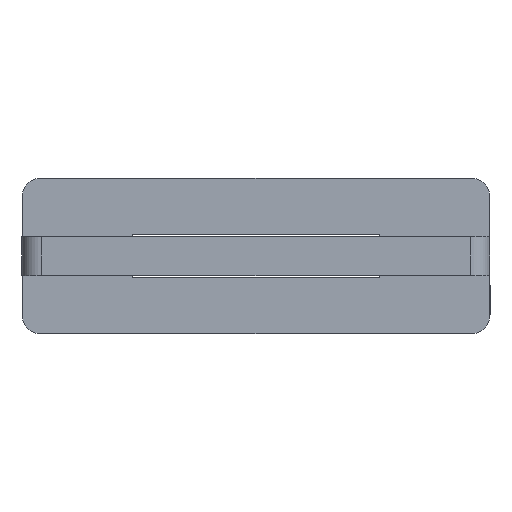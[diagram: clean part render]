
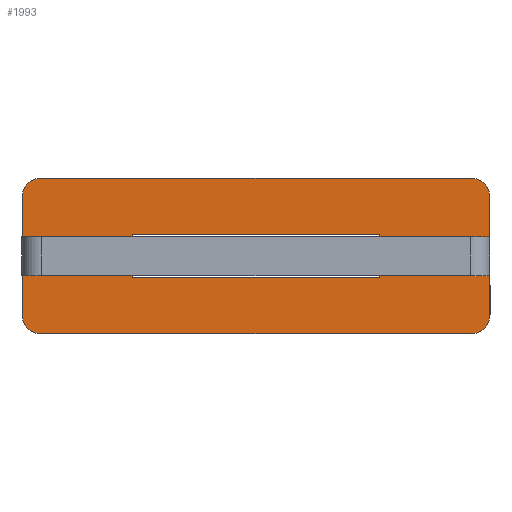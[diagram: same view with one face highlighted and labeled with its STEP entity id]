
A CAD part, front view. The second image highlights one B-rep face of the part: STEP entity #1993.
In plain terms, the highlighted planar face has unit normal (0, -1, 0).
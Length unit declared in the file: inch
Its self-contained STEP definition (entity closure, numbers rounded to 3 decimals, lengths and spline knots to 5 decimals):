
#71 = EDGE_CURVE ( 'NONE', #1059, #1260, #4185, .T. ) ;
#102 = LINE ( 'NONE', #3351, #1495 ) ;
#116 = CARTESIAN_POINT ( 'NONE',  ( 0.25, 1.20617, -0.00394 ) ) ;
#147 = CARTESIAN_POINT ( 'NONE',  ( -0.47244, 1.20617, 0.15748 ) ) ;
#208 = CARTESIAN_POINT ( 'NONE',  ( 0.47244, 1.20617, 0.15748 ) ) ;
#292 = DIRECTION ( 'NONE',  ( -1., 0., 0. ) ) ;
#294 = CARTESIAN_POINT ( 'NONE',  ( -0.47244, 1.20617, 0.03937 ) ) ;
#338 = CARTESIAN_POINT ( 'NONE',  ( 0.25, 1.20617, 0.08268 ) ) ;
#375 = EDGE_CURVE ( 'NONE', #3268, #3599, #2725, .T. ) ;
#391 = CARTESIAN_POINT ( 'NONE',  ( 0., 1.20617, -0.11811 ) ) ;
#507 = CIRCLE ( 'NONE', #1573, 0.03937 ) ;
#691 = PLANE ( 'NONE',  #3661 ) ;
#716 = FACE_BOUND ( 'NONE', #3197, .T. ) ;
#718 = DIRECTION ( 'NONE',  ( 1., 0., 0. ) ) ;
#728 = CARTESIAN_POINT ( 'NONE',  ( 0.25, 1.20617, -0.00394 ) ) ;
#760 = VECTOR ( 'NONE', #2167, 39.37008 ) ;
#772 = CARTESIAN_POINT ( 'NONE',  ( 0.47244, 1.20617, 0.03937 ) ) ;
#785 = CARTESIAN_POINT ( 'NONE',  ( -0.25, 1.20617, -0.00394 ) ) ;
#803 = DIRECTION ( 'NONE',  ( 0., 1., 0. ) ) ;
#809 = DIRECTION ( 'NONE',  ( 0., 0., -1. ) ) ;
#836 = DIRECTION ( 'NONE',  ( 0., 1., 0. ) ) ;
#841 = ORIENTED_EDGE ( 'NONE', *, *, #3906, .F. ) ;
#921 = VECTOR ( 'NONE', #5160, 39.37008 ) ;
#935 = EDGE_CURVE ( 'NONE', #3414, #1059, #3987, .T. ) ;
#963 = VERTEX_POINT ( 'NONE', #3820 ) ;
#980 = DIRECTION ( 'NONE',  ( -1., 0., 0. ) ) ;
#1033 = EDGE_CURVE ( 'NONE', #1935, #2828, #2550, .T. ) ;
#1059 = VERTEX_POINT ( 'NONE', #2273 ) ;
#1069 = FACE_OUTER_BOUND ( 'NONE', #3289, .T. ) ;
#1152 = DIRECTION ( 'NONE',  ( 0., 0., -1. ) ) ;
#1196 = LINE ( 'NONE', #772, #1412 ) ;
#1256 = EDGE_CURVE ( 'NONE', #2362, #1388, #102, .T. ) ;
#1260 = VERTEX_POINT ( 'NONE', #147 ) ;
#1319 = CIRCLE ( 'NONE', #4254, 0.03937 ) ;
#1332 = LINE ( 'NONE', #116, #4577 ) ;
#1388 = VERTEX_POINT ( 'NONE', #1429 ) ;
#1412 = VECTOR ( 'NONE', #809, 39.37008 ) ;
#1429 = CARTESIAN_POINT ( 'NONE',  ( -0.25, 1.20617, 0.08268 ) ) ;
#1495 = VECTOR ( 'NONE', #980, 39.37008 ) ;
#1573 = AXIS2_PLACEMENT_3D ( 'NONE', #4730, #3074, #1152 ) ;
#1619 = ORIENTED_EDGE ( 'NONE', *, *, #3279, .F. ) ;
#1725 = AXIS2_PLACEMENT_3D ( 'NONE', #4382, #803, #2374 ) ;
#1935 = VERTEX_POINT ( 'NONE', #3522 ) ;
#1993 = ADVANCED_FACE ( 'NONE', ( #1069, #716 ), #691, .T. ) ;
#1998 = ORIENTED_EDGE ( 'NONE', *, *, #935, .F. ) ;
#2167 = DIRECTION ( 'NONE',  ( 1., 0., 0. ) ) ;
#2211 = ORIENTED_EDGE ( 'NONE', *, *, #4557, .F. ) ;
#2273 = CARTESIAN_POINT ( 'NONE',  ( -0.47244, 1.20617, -0.07874 ) ) ;
#2362 = VERTEX_POINT ( 'NONE', #338 ) ;
#2374 = DIRECTION ( 'NONE',  ( 0., 0., -1. ) ) ;
#2465 = DIRECTION ( 'NONE',  ( 0., 1., 0. ) ) ;
#2549 = VECTOR ( 'NONE', #2942, 39.37008 ) ;
#2550 = LINE ( 'NONE', #4215, #760 ) ;
#2655 = CARTESIAN_POINT ( 'NONE',  ( -0.43307, 1.20617, -0.11811 ) ) ;
#2725 = LINE ( 'NONE', #3145, #5076 ) ;
#2794 = CARTESIAN_POINT ( 'NONE',  ( 0.43307, 1.20617, -0.11811 ) ) ;
#2828 = VERTEX_POINT ( 'NONE', #728 ) ;
#2942 = DIRECTION ( 'NONE',  ( 0., 0., 1. ) ) ;
#3016 = ORIENTED_EDGE ( 'NONE', *, *, #4567, .F. ) ;
#3030 = ORIENTED_EDGE ( 'NONE', *, *, #4198, .F. ) ;
#3074 = DIRECTION ( 'NONE',  ( 0., 1., 0. ) ) ;
#3145 = CARTESIAN_POINT ( 'NONE',  ( 0., 1.20617, 0.19685 ) ) ;
#3197 = EDGE_LOOP ( 'NONE', ( #1619, #4881, #2211, #3281 ) ) ;
#3268 = VERTEX_POINT ( 'NONE', #4916 ) ;
#3278 = CARTESIAN_POINT ( 'NONE',  ( 0.43307, 1.20617, -0.07874 ) ) ;
#3279 = EDGE_CURVE ( 'NONE', #2828, #2362, #1332, .T. ) ;
#3281 = ORIENTED_EDGE ( 'NONE', *, *, #1256, .F. ) ;
#3289 = EDGE_LOOP ( 'NONE', ( #3708, #3030, #3672, #3763, #841, #4529, #1998, #3016 ) ) ;
#3351 = CARTESIAN_POINT ( 'NONE',  ( -0.25, 1.20617, 0.08268 ) ) ;
#3359 = DIRECTION ( 'NONE',  ( 0., 0., 1. ) ) ;
#3413 = DIRECTION ( 'NONE',  ( 0., -1., 0. ) ) ;
#3414 = VERTEX_POINT ( 'NONE', #2655 ) ;
#3522 = CARTESIAN_POINT ( 'NONE',  ( -0.25, 1.20617, -0.00394 ) ) ;
#3599 = VERTEX_POINT ( 'NONE', #4041 ) ;
#3648 = CARTESIAN_POINT ( 'NONE',  ( -0.43307, 1.20617, 0.15748 ) ) ;
#3661 = AXIS2_PLACEMENT_3D ( 'NONE', #294, #3413, #5066 ) ;
#3672 = ORIENTED_EDGE ( 'NONE', *, *, #4187, .F. ) ;
#3708 = ORIENTED_EDGE ( 'NONE', *, *, #4356, .F. ) ;
#3763 = ORIENTED_EDGE ( 'NONE', *, *, #375, .F. ) ;
#3820 = CARTESIAN_POINT ( 'NONE',  ( 0.47244, 1.20617, -0.07874 ) ) ;
#3906 = EDGE_CURVE ( 'NONE', #1260, #3268, #4162, .T. ) ;
#3987 = CIRCLE ( 'NONE', #1725, 0.03937 ) ;
#4024 = DIRECTION ( 'NONE',  ( 1., 0., 0. ) ) ;
#4041 = CARTESIAN_POINT ( 'NONE',  ( 0.43307, 1.20617, 0.19685 ) ) ;
#4162 = CIRCLE ( 'NONE', #4828, 0.03937 ) ;
#4185 = LINE ( 'NONE', #4656, #2549 ) ;
#4187 = EDGE_CURVE ( 'NONE', #3599, #4373, #507, .T. ) ;
#4198 = EDGE_CURVE ( 'NONE', #4373, #963, #1196, .T. ) ;
#4215 = CARTESIAN_POINT ( 'NONE',  ( -0.25, 1.20617, -0.00394 ) ) ;
#4254 = AXIS2_PLACEMENT_3D ( 'NONE', #3278, #836, #4879 ) ;
#4277 = VERTEX_POINT ( 'NONE', #2794 ) ;
#4356 = EDGE_CURVE ( 'NONE', #963, #4277, #1319, .T. ) ;
#4373 = VERTEX_POINT ( 'NONE', #208 ) ;
#4382 = CARTESIAN_POINT ( 'NONE',  ( -0.43307, 1.20617, -0.07874 ) ) ;
#4529 = ORIENTED_EDGE ( 'NONE', *, *, #71, .F. ) ;
#4557 = EDGE_CURVE ( 'NONE', #1388, #1935, #4680, .T. ) ;
#4567 = EDGE_CURVE ( 'NONE', #4277, #3414, #5095, .T. ) ;
#4577 = VECTOR ( 'NONE', #3359, 39.37008 ) ;
#4656 = CARTESIAN_POINT ( 'NONE',  ( -0.47244, 1.20617, 0.03937 ) ) ;
#4680 = LINE ( 'NONE', #785, #921 ) ;
#4730 = CARTESIAN_POINT ( 'NONE',  ( 0.43307, 1.20617, 0.15748 ) ) ;
#4761 = VECTOR ( 'NONE', #292, 39.37008 ) ;
#4828 = AXIS2_PLACEMENT_3D ( 'NONE', #3648, #2465, #4024 ) ;
#4879 = DIRECTION ( 'NONE',  ( 1., 0., 0. ) ) ;
#4881 = ORIENTED_EDGE ( 'NONE', *, *, #1033, .F. ) ;
#4916 = CARTESIAN_POINT ( 'NONE',  ( -0.43307, 1.20617, 0.19685 ) ) ;
#5066 = DIRECTION ( 'NONE',  ( 1., 0., 0. ) ) ;
#5076 = VECTOR ( 'NONE', #718, 39.37008 ) ;
#5095 = LINE ( 'NONE', #391, #4761 ) ;
#5160 = DIRECTION ( 'NONE',  ( 0., 0., -1. ) ) ;
